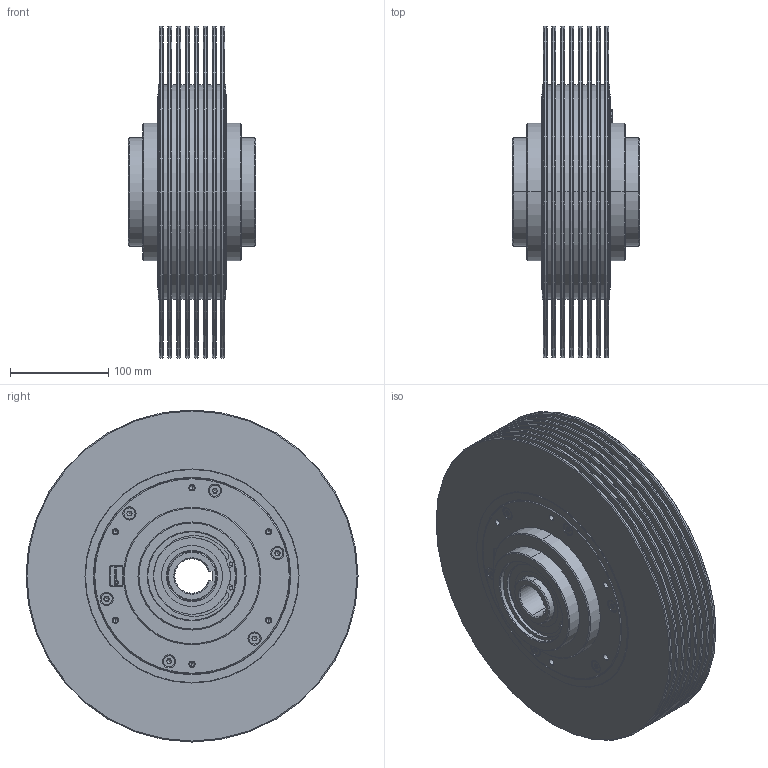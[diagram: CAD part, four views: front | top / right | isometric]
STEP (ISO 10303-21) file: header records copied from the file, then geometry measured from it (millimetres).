
FILE_DESCRIPTION (( 'STEP AP214' ), '1' );
FILE_NAME ('MPB100-KK_035a-052...055.STEP', '2024-02-05T08:48:57', ( '' ), ( '' ), 'SwSTEP 2.0', 'SolidWorks 2023', '' );
FILE_SCHEMA (( 'AUTOMOTIVE_DESIGN' ));
Length unit declared in the file: millimetre
Products named in the file (1): MPB100-KK_035a-052...055
Bounding box: 130 x 338 x 338 mm (x, y, z)
Volume: 4809773.8 mm3; surface area: 1026014.4 mm2
Topology: 1 solids, 41 shells, 1042 faces, 2653 edges, 1668 vertices
Faces by surface type: cylinder 484, plane 268, cone 166, torus 68, sphere 56
Entity records: 43052 total; most frequent: CARTESIAN_POINT 6936, DIRECTION 5465, ORIENTED_EDGE 4986, EDGE_CURVE 2493, AXIS2_PLACEMENT_3D 2237, VERTEX_POINT 1612, CIRCLE 1194, EDGE_LOOP 1159
